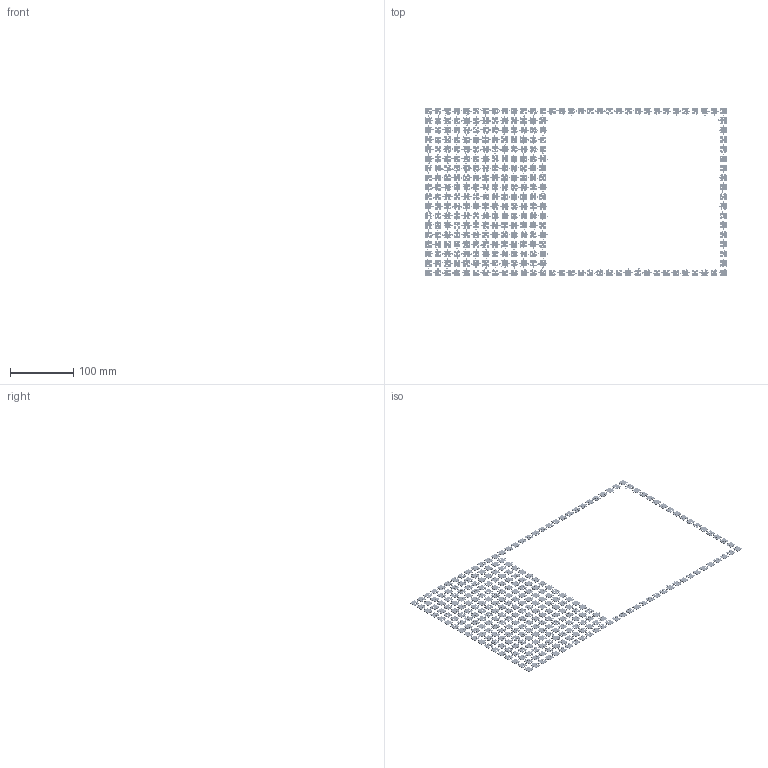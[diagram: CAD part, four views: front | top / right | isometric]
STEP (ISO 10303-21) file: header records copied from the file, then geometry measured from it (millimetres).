
FILE_DESCRIPTION(('HOOPS Exchange Step'),'2;1');
FILE_NAME('temp_export','2024-07-29T15:58:47+08:00',('sharma21'),('Shapr3D Limited'),'HOOPS Exchange 2024.2','Shapr3D','Authorized');
FILE_SCHEMA( ('AUTOMOTIVE_DESIGN { 1 0 10303 214 1 1 1 1 }') );
Length unit declared in the file: millimetre
Products named in the file (1): root
Bounding box: 475 x 265 x 1 mm (x, y, z)
Volume: 28997.6 mm3; surface area: 75776.7 mm2
Topology: 288 solids, 288 shells, 1730 faces, 3462 edges, 2308 vertices
Faces by surface type: bspline 1054, plane 676
Entity records: 58415 total; most frequent: CARTESIAN_POINT 29711, ORIENTED_EDGE 6924, EDGE_CURVE 3462, DIRECTION 2708, VERTEX_POINT 2308, B_SPLINE_CURVE_WITH_KNOTS 2108, EDGE_LOOP 1730, FACE_BOUND 1730
